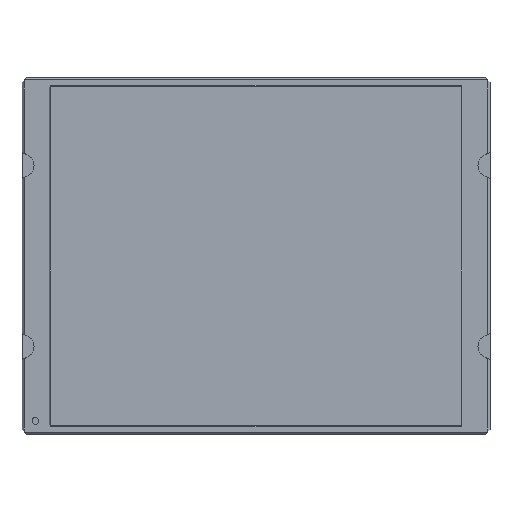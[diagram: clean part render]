
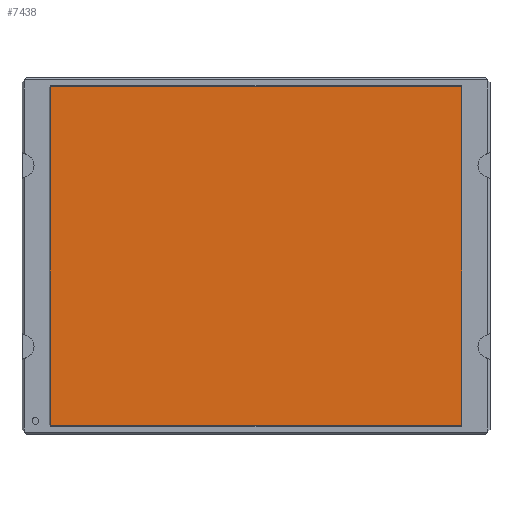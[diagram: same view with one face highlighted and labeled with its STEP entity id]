
A CAD part, top view. The second image highlights one B-rep face of the part: STEP entity #7438.
In plain terms, the highlighted planar face has unit normal (0, 0, 1).
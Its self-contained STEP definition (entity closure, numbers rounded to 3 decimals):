
#7438 = ADVANCED_FACE( '', ( #11864 ), #11865, .T. );
#11864 = FACE_OUTER_BOUND( '', #16112, .T. );
#11865 = PLANE( '', #16113 );
#16112 = EDGE_LOOP( '', ( #21134, #21135, #21136, #21137 ) );
#16113 = AXIS2_PLACEMENT_3D( '', #21138, #21139, #21140 );
#21134 = ORIENTED_EDGE( '', *, *, #26764, .T. );
#21135 = ORIENTED_EDGE( '', *, *, #27025, .T. );
#21136 = ORIENTED_EDGE( '', *, *, #26881, .T. );
#21137 = ORIENTED_EDGE( '', *, *, #27026, .T. );
#21138 = CARTESIAN_POINT( '', ( 0., 0., 0.7 ) );
#21139 = DIRECTION( '', ( 0., 0., 1. ) );
#21140 = DIRECTION( '', ( 1., 0., 0. ) );
#26764 = EDGE_CURVE( '', #29413, #29411, #29414, .T. );
#26881 = EDGE_CURVE( '', #29592, #29590, #29593, .T. );
#27025 = EDGE_CURVE( '', #29411, #29592, #29810, .T. );
#27026 = EDGE_CURVE( '', #29590, #29413, #29811, .T. );
#29411 = VERTEX_POINT( '', #32740 );
#29413 = VERTEX_POINT( '', #32743 );
#29414 = LINE( '', #32744, #32745 );
#29590 = VERTEX_POINT( '', #32937 );
#29592 = VERTEX_POINT( '', #32940 );
#29593 = LINE( '', #32941, #32942 );
#29810 = LINE( '', #33169, #33170 );
#29811 = LINE( '', #33171, #33172 );
#32740 = CARTESIAN_POINT( '', ( 23.1, -19., 0.7 ) );
#32743 = CARTESIAN_POINT( '', ( -23.1, -19., 0.7 ) );
#32744 = CARTESIAN_POINT( '', ( 0., -19., 0.7 ) );
#32745 = VECTOR( '', #36171, 1000. );
#32937 = CARTESIAN_POINT( '', ( -23.1, 19., 0.7 ) );
#32940 = CARTESIAN_POINT( '', ( 23.1, 19., 0.7 ) );
#32941 = CARTESIAN_POINT( '', ( 0., 19., 0.7 ) );
#32942 = VECTOR( '', #36339, 1000. );
#33169 = CARTESIAN_POINT( '', ( 23.1, 0., 0.7 ) );
#33170 = VECTOR( '', #36554, 1000. );
#33171 = CARTESIAN_POINT( '', ( -23.1, 0., 0.7 ) );
#33172 = VECTOR( '', #36555, 1000. );
#36171 = DIRECTION( '', ( 1., 0., 0. ) );
#36339 = DIRECTION( '', ( -1., 0., 0. ) );
#36554 = DIRECTION( '', ( 0., 1., 0. ) );
#36555 = DIRECTION( '', ( 0., -1., 0. ) );
